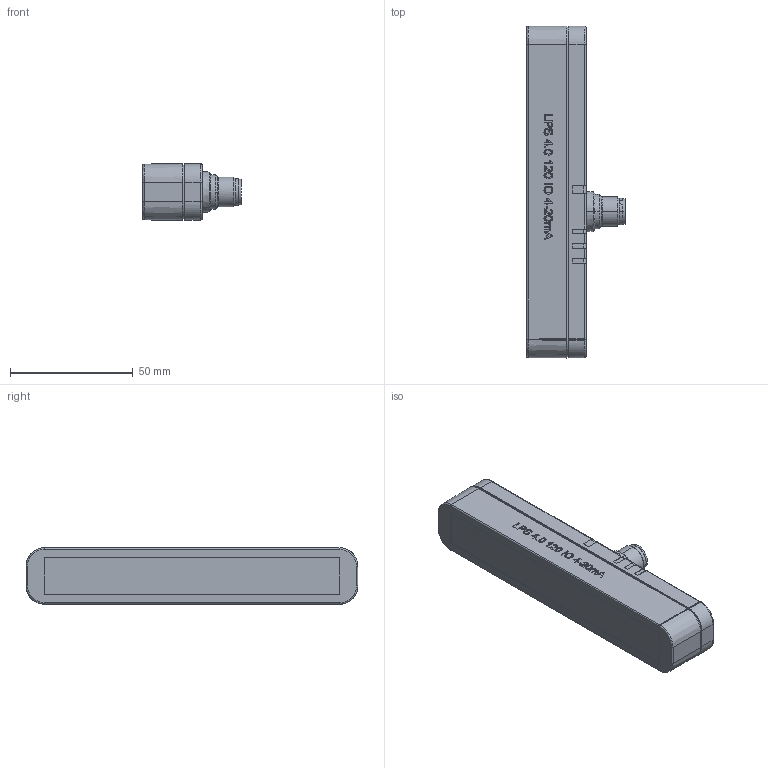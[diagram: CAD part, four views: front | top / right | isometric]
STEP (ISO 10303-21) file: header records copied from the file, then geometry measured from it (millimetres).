
FILE_DESCRIPTION (( 'STEP AP203' ), '1' );
FILE_NAME ('208109_2.STEP', '2019-11-25T15:09:22', ( 'CAD' ), ( 'Hewlett-Packard Company' ), 'SwSTEP 2.0', 'SolidWorks 2018', '' );
FILE_SCHEMA (( 'CONFIG_CONTROL_DESIGN' ));
Length unit declared in the file: millimetre
Products named in the file (1): 208109_2
Bounding box: 40 x 135 x 23 mm (x, y, z)
Volume: 74355.8 mm3; surface area: 16275.3 mm2
Topology: 1 solids, 3 shells, 536 faces, 1546 edges, 1027 vertices
Faces by surface type: plane 260, cylinder 121, bspline 116, cone 39
Entity records: 24331 total; most frequent: CARTESIAN_POINT 11215, ORIENTED_EDGE 3072, DIRECTION 2143, EDGE_CURVE 1536, VERTEX_POINT 1027, LINE 889, VECTOR 889, AXIS2_PLACEMENT_3D 627
